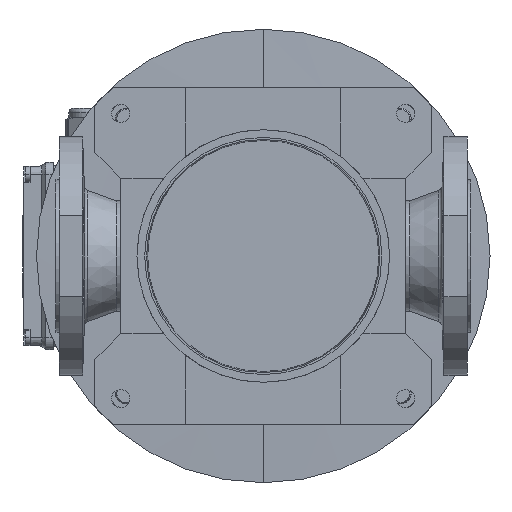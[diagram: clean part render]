
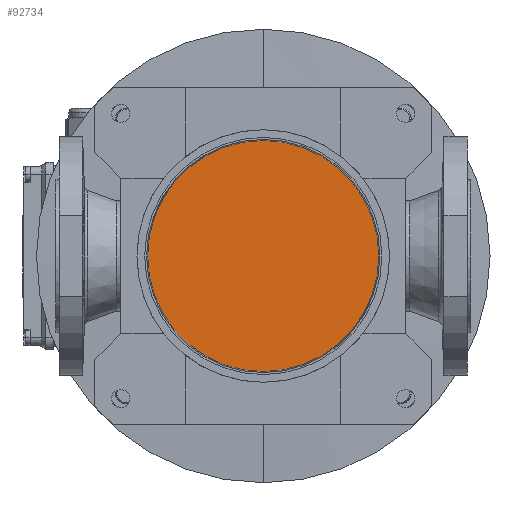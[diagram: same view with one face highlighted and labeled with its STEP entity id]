
A CAD part, front view. The second image highlights one B-rep face of the part: STEP entity #92734.
In plain terms, the highlighted planar face has unit normal (0, -1, 0).
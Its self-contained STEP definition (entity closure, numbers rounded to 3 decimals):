
#51 = DIRECTION ( 'NONE',  ( 0., -1., 0. ) ) ;
#536 = AXIS2_PLACEMENT_3D ( 'NONE', #117383, #40719, #38174 ) ;
#2066 = DIRECTION ( 'NONE',  ( 0., 0., 1. ) ) ;
#3333 = CARTESIAN_POINT ( 'NONE',  ( 0., -46., 89.214 ) ) ;
#3352 = DIRECTION ( 'NONE',  ( 0., 1., 0. ) ) ;
#8447 = CARTESIAN_POINT ( 'NONE',  ( 0., -46., -89.214 ) ) ;
#10405 = CARTESIAN_POINT ( 'NONE',  ( 0., -46., 0. ) ) ;
#11684 = DIRECTION ( 'NONE',  ( 0., 0., -1. ) ) ;
#30506 = FACE_OUTER_BOUND ( 'NONE', #117915, .T. ) ;
#38174 = DIRECTION ( 'NONE',  ( 0., 0., 1. ) ) ;
#39593 = PLANE ( 'NONE',  #68817 ) ;
#40719 = DIRECTION ( 'NONE',  ( 0., 1., 0. ) ) ;
#44685 = CIRCLE ( 'NONE', #75746, 89.214 ) ;
#49528 = ORIENTED_EDGE ( 'NONE', *, *, #121215, .F. ) ;
#68817 = AXIS2_PLACEMENT_3D ( 'NONE', #10405, #51, #11684 ) ;
#72201 = ORIENTED_EDGE ( 'NONE', *, *, #117199, .F. ) ;
#75746 = AXIS2_PLACEMENT_3D ( 'NONE', #81243, #3352, #2066 ) ;
#81243 = CARTESIAN_POINT ( 'NONE',  ( 0., -46., 0. ) ) ;
#84970 = VERTEX_POINT ( 'NONE', #3333 ) ;
#89659 = VERTEX_POINT ( 'NONE', #8447 ) ;
#92734 = ADVANCED_FACE ( 'NONE', ( #30506 ), #39593, .T. ) ;
#110090 = CIRCLE ( 'NONE', #536, 89.214 ) ;
#117199 = EDGE_CURVE ( 'NONE', #89659, #84970, #44685, .T. ) ;
#117383 = CARTESIAN_POINT ( 'NONE',  ( 0., -46., 0. ) ) ;
#117915 = EDGE_LOOP ( 'NONE', ( #72201, #49528 ) ) ;
#121215 = EDGE_CURVE ( 'NONE', #84970, #89659, #110090, .T. ) ;
